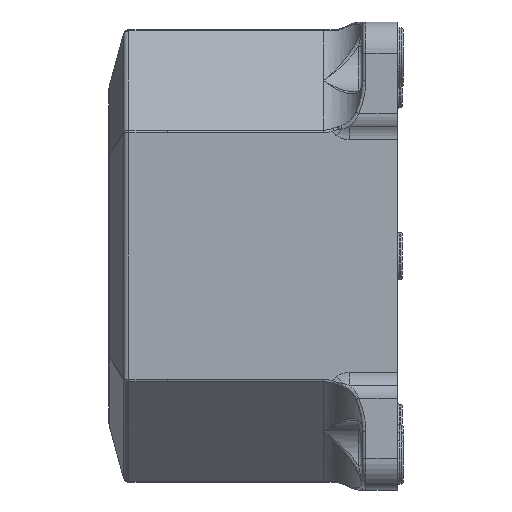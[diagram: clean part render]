
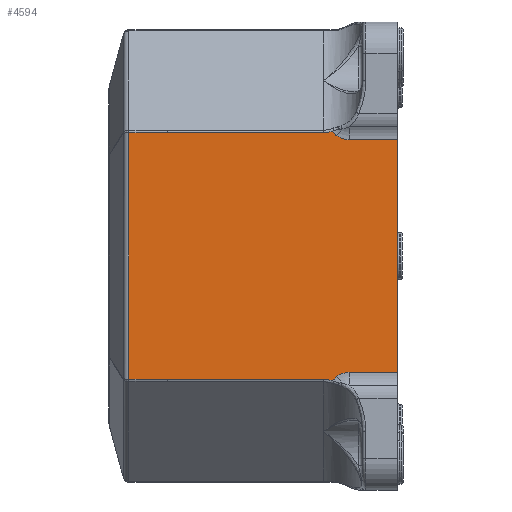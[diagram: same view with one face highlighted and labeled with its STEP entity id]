
A CAD part, left-side view. The second image highlights one B-rep face of the part: STEP entity #4594.
In plain terms, the highlighted planar face has unit normal (-1, 0, 0).
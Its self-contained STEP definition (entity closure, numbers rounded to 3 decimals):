
#90=B_SPLINE_CURVE_WITH_KNOTS('',3,(#7996,#7997,#7998,#7999),
 .UNSPECIFIED.,.F.,.F.,(4,4),(0.,0.152),.UNSPECIFIED.);
#92=B_SPLINE_CURVE_WITH_KNOTS('',3,(#8028,#8029,#8030,#8031,#8032),
 .UNSPECIFIED.,.F.,.F.,(4,1,4),(0.,0.146,
0.341),.UNSPECIFIED.);
#93=B_SPLINE_CURVE_WITH_KNOTS('',3,(#8045,#8046,#8047,#8048),
 .UNSPECIFIED.,.F.,.F.,(4,4),(0.,0.152),.UNSPECIFIED.);
#94=B_SPLINE_CURVE_WITH_KNOTS('',3,(#8050,#8051,#8052,#8053,#8054),
 .UNSPECIFIED.,.F.,.F.,(4,1,4),(0.,0.146,0.341),
 .UNSPECIFIED.);
#321=ELLIPSE('',#5099,15.415,10.9);
#322=ELLIPSE('',#5100,15.415,10.9);
#850=FACE_OUTER_BOUND('',#1143,.T.);
#1143=EDGE_LOOP('',(#3456,#3457,#3458,#3459,#3460,#3461,#3462,#3463,#3464,
#3465,#3466,#3467,#3468,#3469,#3470,#3471));
#1314=LINE('',#7073,#1532);
#1333=LINE('',#7120,#1551);
#1336=LINE('',#7129,#1554);
#1351=LINE('',#7175,#1569);
#1354=LINE('',#7184,#1572);
#1386=LINE('',#7457,#1604);
#1435=LINE('',#8035,#1653);
#1436=LINE('',#8039,#1654);
#1437=LINE('',#8041,#1655);
#1438=LINE('',#8055,#1656);
#1532=VECTOR('',#5482,10.);
#1551=VECTOR('',#5539,10.);
#1554=VECTOR('',#5548,10.);
#1569=VECTOR('',#5595,10.);
#1572=VECTOR('',#5604,10.);
#1604=VECTOR('',#5750,10.);
#1653=VECTOR('',#6147,10.);
#1654=VECTOR('',#6152,10.);
#1655=VECTOR('',#6153,10.);
#1656=VECTOR('',#6156,10.);
#1762=VERTEX_POINT('',#7001);
#1764=VERTEX_POINT('',#7031);
#1777=VERTEX_POINT('',#7119);
#1780=VERTEX_POINT('',#7127);
#1795=VERTEX_POINT('',#7174);
#1798=VERTEX_POINT('',#7182);
#1867=VERTEX_POINT('',#7454);
#1868=VERTEX_POINT('',#7456);
#1978=VERTEX_POINT('',#7953);
#1981=VERTEX_POINT('',#7989);
#1983=VERTEX_POINT('',#8020);
#1985=VERTEX_POINT('',#8037);
#1986=VERTEX_POINT('',#8040);
#1987=VERTEX_POINT('',#8042);
#1988=VERTEX_POINT('',#8044);
#1989=VERTEX_POINT('',#8049);
#2199=EDGE_CURVE('',#1762,#1764,#1314,.T.);
#2222=EDGE_CURVE('',#1764,#1777,#1333,.T.);
#2227=EDGE_CURVE('',#1780,#1762,#1336,.T.);
#2249=EDGE_CURVE('',#1777,#1795,#1351,.T.);
#2254=EDGE_CURVE('',#1798,#1780,#1354,.T.);
#2336=EDGE_CURVE('',#1867,#1868,#1386,.T.);
#2510=EDGE_CURVE('',#1978,#1981,#90,.T.);
#2513=EDGE_CURVE('',#1981,#1983,#92,.T.);
#2515=EDGE_CURVE('',#1983,#1867,#1435,.T.);
#2516=EDGE_CURVE('',#1985,#1978,#321,.T.);
#2517=EDGE_CURVE('',#1795,#1985,#1436,.T.);
#2518=EDGE_CURVE('',#1986,#1798,#1437,.T.);
#2519=EDGE_CURVE('',#1986,#1987,#322,.T.);
#2520=EDGE_CURVE('',#1988,#1987,#93,.T.);
#2521=EDGE_CURVE('',#1989,#1988,#94,.T.);
#2522=EDGE_CURVE('',#1868,#1989,#1438,.T.);
#3456=ORIENTED_EDGE('',*,*,#2515,.F.);
#3457=ORIENTED_EDGE('',*,*,#2513,.F.);
#3458=ORIENTED_EDGE('',*,*,#2510,.F.);
#3459=ORIENTED_EDGE('',*,*,#2516,.F.);
#3460=ORIENTED_EDGE('',*,*,#2517,.F.);
#3461=ORIENTED_EDGE('',*,*,#2249,.F.);
#3462=ORIENTED_EDGE('',*,*,#2222,.F.);
#3463=ORIENTED_EDGE('',*,*,#2199,.F.);
#3464=ORIENTED_EDGE('',*,*,#2227,.F.);
#3465=ORIENTED_EDGE('',*,*,#2254,.F.);
#3466=ORIENTED_EDGE('',*,*,#2518,.F.);
#3467=ORIENTED_EDGE('',*,*,#2519,.T.);
#3468=ORIENTED_EDGE('',*,*,#2520,.F.);
#3469=ORIENTED_EDGE('',*,*,#2521,.F.);
#3470=ORIENTED_EDGE('',*,*,#2522,.F.);
#3471=ORIENTED_EDGE('',*,*,#2336,.F.);
#4142=PLANE('',#5098);
#4594=ADVANCED_FACE('',(#850),#4142,.F.);
#5098=AXIS2_PLACEMENT_3D('',#8036,#6148,#6149);
#5099=AXIS2_PLACEMENT_3D('',#8038,#6150,#6151);
#5100=AXIS2_PLACEMENT_3D('',#8043,#6154,#6155);
#5482=DIRECTION('',(0.,0.,1.));
#5539=DIRECTION('',(0.,-1.,0.));
#5548=DIRECTION('',(0.,1.,0.));
#5595=DIRECTION('',(0.,0.,1.));
#5604=DIRECTION('',(0.,0.,1.));
#5750=DIRECTION('',(0.,0.,-1.));
#6147=DIRECTION('',(0.,-1.,0.));
#6148=DIRECTION('center_axis',(1.,0.,0.));
#6149=DIRECTION('ref_axis',(0.,0.,1.));
#6150=DIRECTION('center_axis',(-1.,0.,0.));
#6151=DIRECTION('ref_axis',(0.,0.,-1.));
#6152=DIRECTION('',(0.,-1.,0.));
#6153=DIRECTION('',(0.,1.,0.));
#6154=DIRECTION('center_axis',(1.,0.,0.));
#6155=DIRECTION('ref_axis',(0.,0.,
1.));
#6156=DIRECTION('',(0.,1.,0.));
#7001=CARTESIAN_POINT('',(-58.,68.83,-31.586));
#7031=CARTESIAN_POINT('',(-58.,68.83,31.586));
#7073=CARTESIAN_POINT('',(-58.,68.83,-13.));
#7119=CARTESIAN_POINT('',(-58.,59.,31.586));
#7120=CARTESIAN_POINT('',(-58.,66.5,31.586));
#7127=CARTESIAN_POINT('',(-58.,59.,-31.586));
#7129=CARTESIAN_POINT('',(-58.,66.5,-31.586));
#7174=CARTESIAN_POINT('',(-58.,59.,31.627));
#7175=CARTESIAN_POINT('',(-58.,59.,-16.));
#7182=CARTESIAN_POINT('',(-58.,59.,-31.627));
#7184=CARTESIAN_POINT('',(-58.,59.,-16.));
#7454=CARTESIAN_POINT('',(-58.,0.,29.852));
#7456=CARTESIAN_POINT('',(-58.,0.,-29.852));
#7457=CARTESIAN_POINT('',(-58.,0.,-16.));
#7953=CARTESIAN_POINT('',(-58.,16.46,32.051));
#7989=CARTESIAN_POINT('',(-58.,15.56,30.849));
#7996=CARTESIAN_POINT('Ctrl Pts',(-58.,16.46,32.051));
#7997=CARTESIAN_POINT('Ctrl Pts',(-58.,16.304,31.568));
#7998=CARTESIAN_POINT('Ctrl Pts',(-58.,15.958,31.165));
#7999=CARTESIAN_POINT('Ctrl Pts',(-58.,15.56,30.849));
#8020=CARTESIAN_POINT('',(-58.,12.361,29.852));
#8028=CARTESIAN_POINT('Ctrl Pts',(-58.,15.56,30.849));
#8029=CARTESIAN_POINT('Ctrl Pts',(-58.,15.179,30.546));
#8030=CARTESIAN_POINT('Ctrl Pts',(-58.,14.152,30.023));
#8031=CARTESIAN_POINT('Ctrl Pts',(-58.,13.011,29.852));
#8032=CARTESIAN_POINT('Ctrl Pts',(-58.,12.361,29.852));
#8035=CARTESIAN_POINT('',(-58.,29.5,29.852));
#8036=CARTESIAN_POINT('Origin',(-58.,59.,-32.));
#8037=CARTESIAN_POINT('',(-58.,19.,31.627));
#8038=CARTESIAN_POINT('Origin',(-58.,19.,47.042));
#8039=CARTESIAN_POINT('',(-58.,59.,31.627));
#8040=CARTESIAN_POINT('',(-58.,19.,-31.627));
#8041=CARTESIAN_POINT('',(-58.,59.,-31.627));
#8042=CARTESIAN_POINT('',(-58.,16.46,-32.051));
#8043=CARTESIAN_POINT('Origin',(-58.,19.,-47.042));
#8044=CARTESIAN_POINT('',(-58.,15.56,-30.849));
#8045=CARTESIAN_POINT('Ctrl Pts',(-58.,15.56,-30.849));
#8046=CARTESIAN_POINT('Ctrl Pts',(-58.,15.958,-31.165));
#8047=CARTESIAN_POINT('Ctrl Pts',(-58.,16.304,-31.568));
#8048=CARTESIAN_POINT('Ctrl Pts',(-58.,16.46,-32.051));
#8049=CARTESIAN_POINT('',(-58.,12.361,-29.852));
#8050=CARTESIAN_POINT('Ctrl Pts',(-58.,12.361,-29.852));
#8051=CARTESIAN_POINT('Ctrl Pts',(-58.,12.849,-29.852));
#8052=CARTESIAN_POINT('Ctrl Pts',(-58.,13.984,-29.981));
#8053=CARTESIAN_POINT('Ctrl Pts',(-58.,15.052,-30.444));
#8054=CARTESIAN_POINT('Ctrl Pts',(-58.,15.56,-30.849));
#8055=CARTESIAN_POINT('',(-58.,29.5,-29.852));
